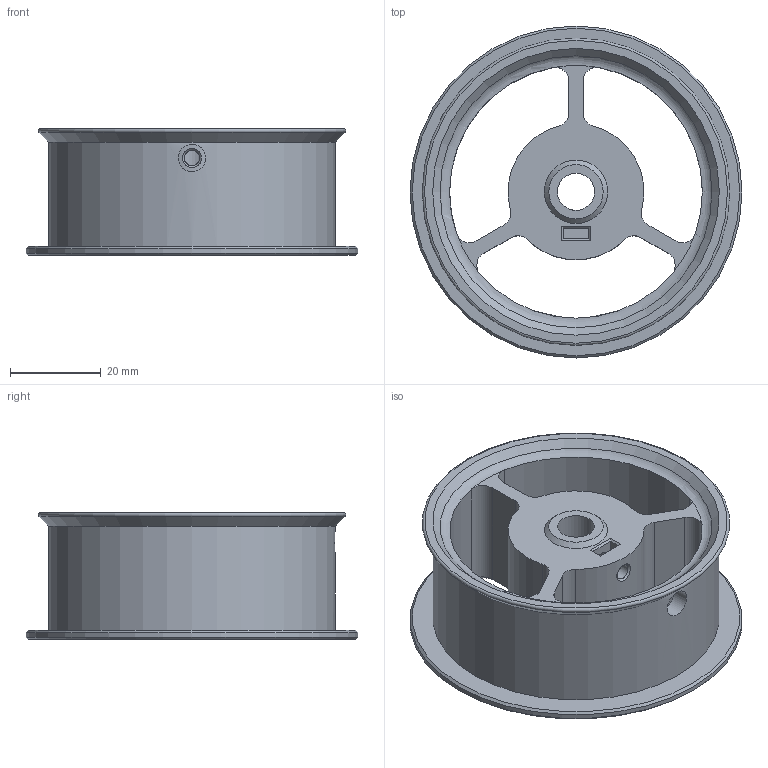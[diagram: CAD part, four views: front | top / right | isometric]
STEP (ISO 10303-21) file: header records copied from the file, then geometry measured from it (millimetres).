
FILE_DESCRIPTION(/* description */ ('[a]_Rim_Roller_x2'),/* implementation_level */ '2;1');
FILE_NAME(/* name */ 'Rim_roller_square_nut_1_hole.step',/* time_stamp */ '2026-01-11T17:57:32+01:00',/* author */ (''),/* organization */ (''),/* preprocessor_version */ 'ST-DEVELOPER v20.1',/* originating_system */ 'Autodesk Translation Framework v14.21.0.0',/* authorisation */ '');
FILE_SCHEMA (('AUTOMOTIVE_DESIGN { 1 0 10303 214 3 1 1 }'));
Length unit declared in the file: millimetre
Products named in the file (1): [a]_Rim_Roller_x2
Bounding box: 73.25 x 73.25 x 28 mm (x, y, z)
Volume: 41486 mm3; surface area: 20203.8 mm2
Topology: 1 solids, 1 shells, 79 faces, 195 edges, 118 vertices
Faces by surface type: plane 27, cone 25, cylinder 24, torus 2, bspline 1
Full cylindrical faces by diameter (mm): 3.4 x2, 6 x1, 8.2 x1, 63.25 x1, 73.25 x1
Entity records: 2676 total; most frequent: CARTESIAN_POINT 706, DIRECTION 422, ORIENTED_EDGE 390, EDGE_CURVE 195, AXIS2_PLACEMENT_3D 160, VERTEX_POINT 118, LINE 102, VECTOR 102
